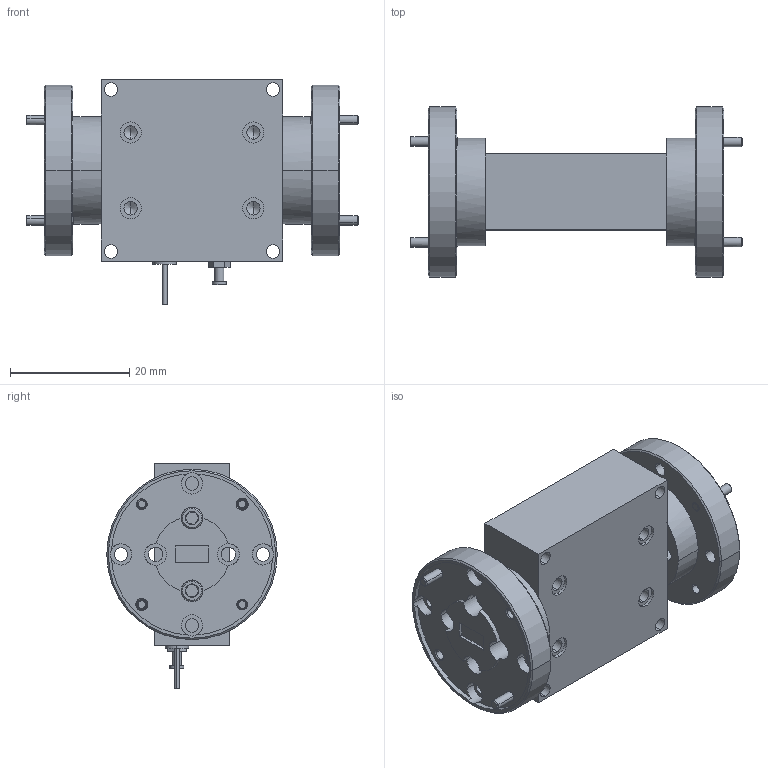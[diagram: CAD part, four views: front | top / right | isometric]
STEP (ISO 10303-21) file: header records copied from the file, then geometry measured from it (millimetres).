
FILE_DESCRIPTION (( 'STEP AP203' ), '1' );
FILE_NAME ('Defeatured SBP-3334733525-2222-E1.STEP', '2020-12-16T17:41:43', ( '' ), ( '' ), 'SwSTEP 2.0', 'SolidWorks 2020', '' );
FILE_SCHEMA (( 'CONFIG_CONTROL_DESIGN' ));
Length unit declared in the file: inch
Products named in the file (1): Defeatured SBP-3334733525-2222-E1
Bounding box: 55.68 x 28.57 x 37.72 mm (x, y, z)
Volume: 18758 mm3; surface area: 8746.2 mm2
Topology: 1 solids, 1 shells, 498 faces, 1232 edges, 776 vertices
Faces by surface type: cylinder 194, plane 188, cone 116
Entity records: 15387 total; most frequent: CARTESIAN_POINT 3259, DIRECTION 2646, ORIENTED_EDGE 2448, EDGE_CURVE 1224, AXIS2_PLACEMENT_3D 1055, VERTEX_POINT 776, EDGE_LOOP 586, CIRCLE 556
